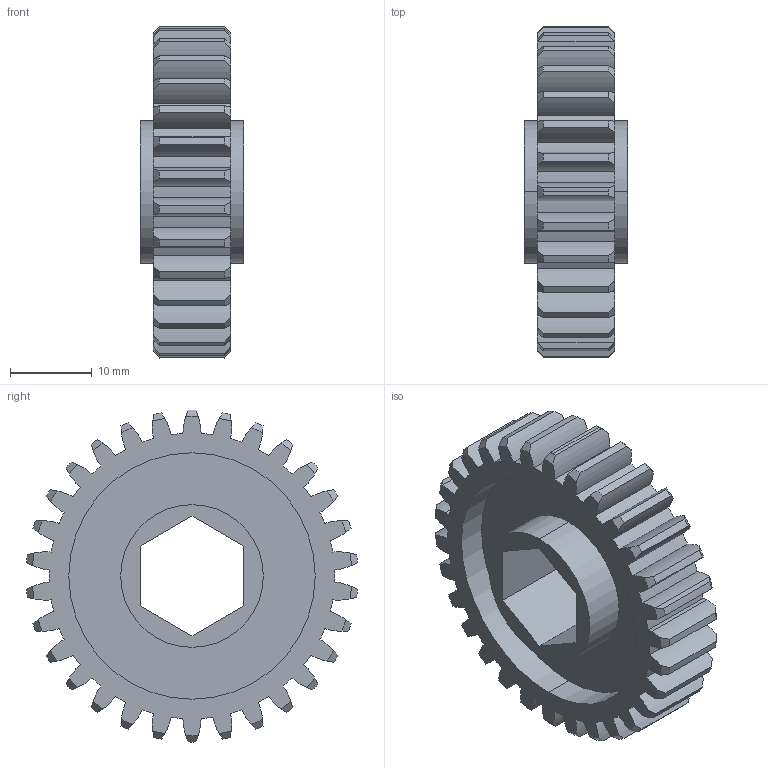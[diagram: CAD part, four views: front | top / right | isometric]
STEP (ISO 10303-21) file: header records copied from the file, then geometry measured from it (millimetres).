
FILE_DESCRIPTION (( 'STEP AP203' ), '1' );
FILE_NAME ('am-4215 30T 20DP 500hex 375 FW.STEP', '2019-12-03T01:22:43', ( '' ), ( '' ), 'SwSTEP 2.0', 'SolidWorks 2019', '' );
FILE_SCHEMA (( 'CONFIG_CONTROL_DESIGN' ));
Length unit declared in the file: inch
Products named in the file (1): am-4215 30T 20DP 500hex 375 FW
Bounding box: 12.7 x 40.51 x 40.64 mm (x, y, z)
Volume: 6240.7 mm3; surface area: 6039.7 mm2
Topology: 1 solids, 1 shells, 205 faces, 597 edges, 398 vertices
Faces by surface type: cylinder 133, cone 60, plane 12
Entity records: 7160 total; most frequent: CARTESIAN_POINT 1573, DIRECTION 1207, ORIENTED_EDGE 1194, EDGE_CURVE 597, AXIS2_PLACEMENT_3D 528, VERTEX_POINT 398, CIRCLE 322, EDGE_LOOP 211
